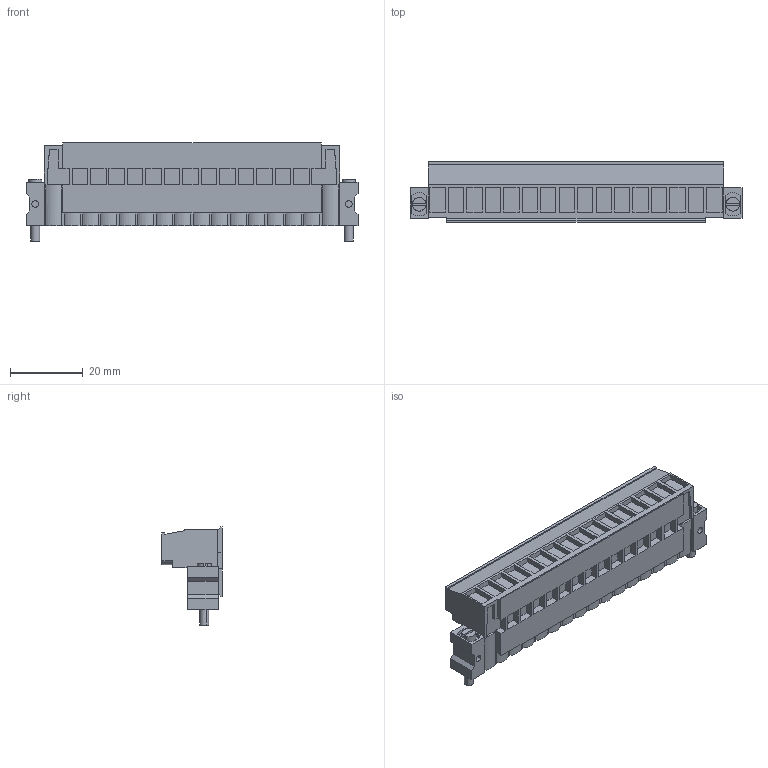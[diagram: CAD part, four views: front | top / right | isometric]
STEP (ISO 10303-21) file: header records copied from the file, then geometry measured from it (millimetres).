
FILE_DESCRIPTION(('CATIA V5 STEP','CAx-IF Rec.Pracs.--- Model Styling and Organization---1.2---2011-12-15'),'2;1');
FILE_NAME ('D1457462_0_1846350000_1846350000.stp','2017-06-01T07:41:00+00:00',('none'),('Weidmueller'),'CATIA Version 5-6 Release 2014','CATIA V5 STEP AP214','none');
FILE_SCHEMA(('AUTOMOTIVE_DESIGN { 1 0 10303 214 1 1 1 1 }'));
Length unit declared in the file: millimetre
Products named in the file (1): 1846350000
Bounding box: 91.4 x 16.6 x 26.98 mm (x, y, z)
Volume: 16444.1 mm3; surface area: 13604.9 mm2
Topology: 35 solids, 35 shells, 1128 faces, 3076 edges, 2104 vertices
Faces by surface type: plane 836, cylinder 228, extrusion 64
Entity records: 34528 total; most frequent: CARTESIAN_POINT 7926, ORIENTED_EDGE 6152, DIRECTION 4150, EDGE_CURVE 3076, VECTOR 2482, LINE 2418, VERTEX_POINT 2104, EDGE_LOOP 1250
